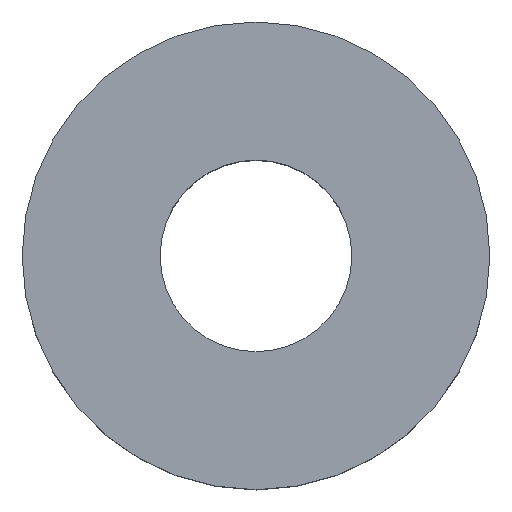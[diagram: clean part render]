
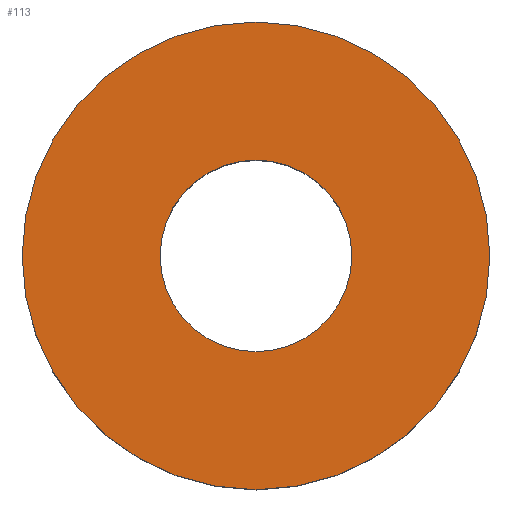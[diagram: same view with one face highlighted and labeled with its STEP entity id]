
A CAD part, top view. The second image highlights one B-rep face of the part: STEP entity #113.
In plain terms, the highlighted face is planar.
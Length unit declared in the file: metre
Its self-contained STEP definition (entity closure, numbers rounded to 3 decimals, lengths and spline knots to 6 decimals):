
#113=ADVANCED_FACE('1:25',(#131,#132),#133,.T.);
#131=FACE_OUTER_BOUND('',#167,.T.);
#132=FACE_BOUND('',#168,.T.);
#133=PLANE('',#169);
#167=EDGE_LOOP('',(#204,#205));
#168=EDGE_LOOP('',(#206,#207,#208));
#169=AXIS2_PLACEMENT_3D('',#209,#210,#211);
#184=EDGE_CURVE('1:46',#246,#242,#248,.T.);
#186=EDGE_CURVE('1:46',#242,#250,#251,.T.);
#187=EDGE_CURVE('1:46',#250,#246,#252,.T.);
#204=ORIENTED_EDGE('',*,*,#263,.T.);
#205=ORIENTED_EDGE('',*,*,#260,.T.);
#206=ORIENTED_EDGE('',*,*,#187,.F.);
#207=ORIENTED_EDGE('',*,*,#186,.F.);
#208=ORIENTED_EDGE('',*,*,#184,.F.);
#209=CARTESIAN_POINT('',(0.0,0.0,0.0));
#210=DIRECTION('',(0.0,-1.0,0.0));
#211=DIRECTION('',(0.0,0.0,-1.0));
#242=VERTEX_POINT('',#269);
#246=VERTEX_POINT('',#274);
#248=CIRCLE('',#277,0.00123);
#250=VERTEX_POINT('',#279);
#251=CIRCLE('',#280,0.00123);
#252=CIRCLE('',#281,0.00123);
#260=EDGE_CURVE('1:43',#295,#292,#296,.T.);
#263=EDGE_CURVE('1:43',#292,#295,#300,.T.);
#269=CARTESIAN_POINT('',(0.,0.0,-0.00123));
#274=CARTESIAN_POINT('',(0.,0.0,0.00123));
#277=AXIS2_PLACEMENT_3D('',#309,#310,#311);
#279=CARTESIAN_POINT('',(0.00123,0.0,0.0));
#280=AXIS2_PLACEMENT_3D('',#312,#313,#314);
#281=AXIS2_PLACEMENT_3D('',#315,#316,#317);
#292=VERTEX_POINT('',#331);
#295=VERTEX_POINT('',#335);
#296=CIRCLE('',#336,0.003);
#300=CIRCLE('',#341,0.003);
#309=CARTESIAN_POINT('',(0.0,0.0,0.0));
#310=DIRECTION('',(0.0,-1.0,0.0));
#311=DIRECTION('',(1.0,0.0,0.0));
#312=CARTESIAN_POINT('',(0.0,0.0,0.0));
#313=DIRECTION('',(0.0,-1.0,0.0));
#314=DIRECTION('',(1.0,0.0,0.0));
#315=CARTESIAN_POINT('',(0.0,0.0,0.0));
#316=DIRECTION('',(0.0,-1.0,0.0));
#317=DIRECTION('',(1.0,0.0,0.0));
#331=CARTESIAN_POINT('',(0.0,0.0,-0.003));
#335=CARTESIAN_POINT('',(0.,0.0,0.003));
#336=AXIS2_PLACEMENT_3D('',#354,#355,#356);
#341=AXIS2_PLACEMENT_3D('',#361,#362,#363);
#354=CARTESIAN_POINT('',(0.0,0.0,0.0));
#355=DIRECTION('',(0.0,-1.0,0.0));
#356=DIRECTION('',(0.0,0.0,-1.0));
#361=CARTESIAN_POINT('',(0.0,0.0,0.0));
#362=DIRECTION('',(0.0,-1.0,0.0));
#363=DIRECTION('',(0.0,0.0,-1.0));
